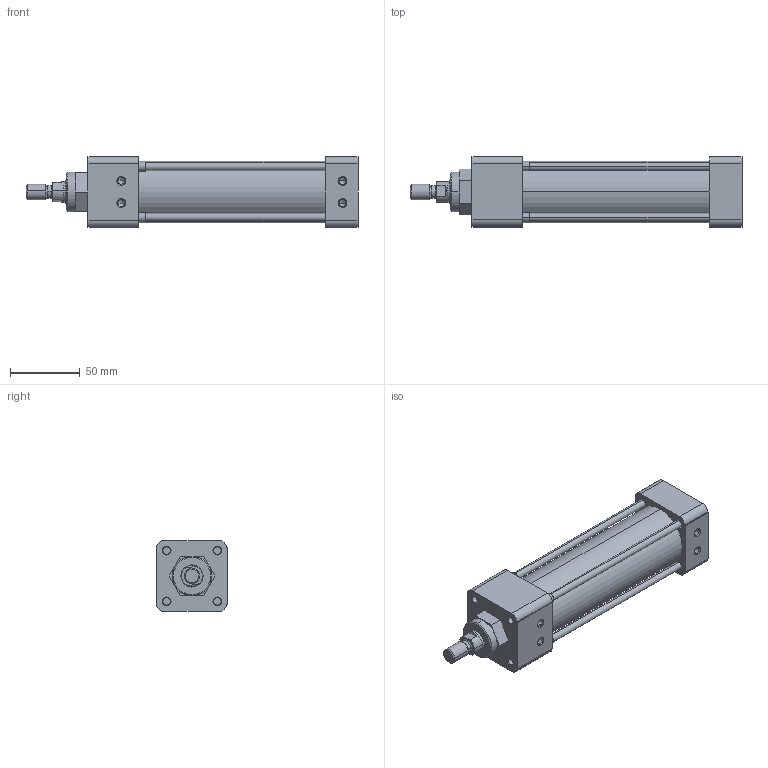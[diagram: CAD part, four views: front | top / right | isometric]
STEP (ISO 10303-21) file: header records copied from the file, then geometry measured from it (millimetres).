
FILE_DESCRIPTION (( 'STEP AP214' ), '1' );
FILE_NAME ('D24040DT-MC.STEP', '2016-03-07T12:48:50', ( '' ), ( '' ), 'SwSTEP 2.0', 'SolidWorks 2015', '' );
FILE_SCHEMA (( 'AUTOMOTIVE_DESIGN' ));
Length unit declared in the file: inch
Products named in the file (3): D24040DT-M PISTON; D24040DT-M BODY; D24040DT-MC
Assembly tree (2 placements, depth 2):
  D24040DT-MC
    D24040DT-M BODY
    D24040DT-M PISTON
Bounding box: 238.02 x 50.8 x 50.8 mm (x, y, z)
Volume: 279819.4 mm3; surface area: 98635.4 mm2
Topology: 12 solids, 12 shells, 303 faces, 716 edges, 448 vertices
Faces by surface type: cylinder 114, plane 99, cone 84, bspline 4, torus 2
Entity records: 13394 total; most frequent: CARTESIAN_POINT 1967, DIRECTION 1650, ORIENTED_EDGE 1416, EDGE_CURVE 708, AXIS2_PLACEMENT_3D 664, VERTEX_POINT 448, CIRCLE 360, EDGE_LOOP 354
